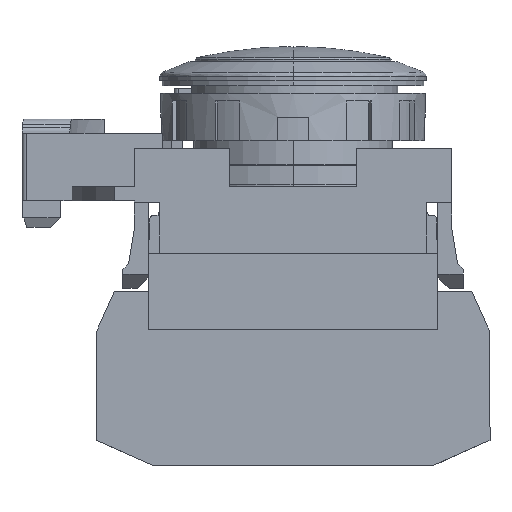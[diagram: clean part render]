
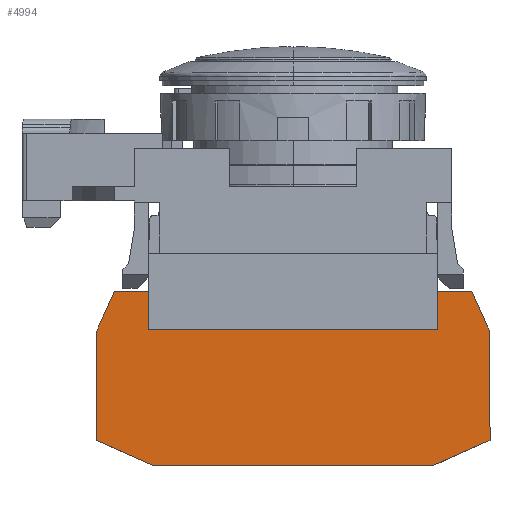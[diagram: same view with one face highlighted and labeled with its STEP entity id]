
A CAD part, left-side view. The second image highlights one B-rep face of the part: STEP entity #4994.
In plain terms, the highlighted face is planar.
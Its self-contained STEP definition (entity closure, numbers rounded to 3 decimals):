
#53 = VERTEX_POINT ( 'NONE', #17462 ) ;
#270 = DIRECTION ( 'NONE',  ( 0.407, 0.914, 0. ) ) ;
#373 = VERTEX_POINT ( 'NONE', #15521 ) ;
#646 = ORIENTED_EDGE ( 'NONE', *, *, #10451, .T. ) ;
#678 = DIRECTION ( 'NONE',  ( 1., 0., 0. ) ) ;
#1003 = VERTEX_POINT ( 'NONE', #16002 ) ;
#1027 = VERTEX_POINT ( 'NONE', #17617 ) ;
#1033 = ORIENTED_EDGE ( 'NONE', *, *, #16286, .T. ) ;
#1104 = VECTOR ( 'NONE', #3223, 1000. ) ;
#1183 = CARTESIAN_POINT ( 'NONE',  ( 17.75, -20.187, -5. ) ) ;
#1784 = DIRECTION ( 'NONE',  ( 0., -1., 0. ) ) ;
#1913 = ORIENTED_EDGE ( 'NONE', *, *, #19150, .T. ) ;
#1932 = DIRECTION ( 'NONE',  ( 0., 0., -1. ) ) ;
#2225 = VECTOR ( 'NONE', #4898, 1000. ) ;
#2288 = LINE ( 'NONE', #8218, #4316 ) ;
#2574 = LINE ( 'NONE', #8497, #16985 ) ;
#2718 = LINE ( 'NONE', #8642, #5717 ) ;
#2755 = EDGE_CURVE ( 'NONE', #7726, #1027, #11312, .T. ) ;
#2783 = VERTEX_POINT ( 'NONE', #4025 ) ;
#3127 = VECTOR ( 'NONE', #4704, 1000. ) ;
#3223 = DIRECTION ( 'NONE',  ( -0.914, 0.407, 0. ) ) ;
#3405 = FACE_OUTER_BOUND ( 'NONE', #15467, .T. ) ;
#3925 = DIRECTION ( 'NONE',  ( 0., -1., 0. ) ) ;
#3962 = ORIENTED_EDGE ( 'NONE', *, *, #7532, .T. ) ;
#4025 = CARTESIAN_POINT ( 'NONE',  ( -15.2, 0.8, -5. ) ) ;
#4316 = VECTOR ( 'NONE', #14182, 1000. ) ;
#4535 = EDGE_CURVE ( 'NONE', #373, #17246, #12101, .T. ) ;
#4542 = EDGE_CURVE ( 'NONE', #6584, #17099, #9165, .T. ) ;
#4594 = VECTOR ( 'NONE', #7104, 1000. ) ;
#4704 = DIRECTION ( 'NONE',  ( -1., 0., 0. ) ) ;
#4898 = DIRECTION ( 'NONE',  ( 0.407, -0.914, 0. ) ) ;
#4994 = ADVANCED_FACE ( 'NONE', ( #3405 ), #9317, .T. ) ;
#5164 = DIRECTION ( 'NONE',  ( 0., 1., 0. ) ) ;
#5219 = ORIENTED_EDGE ( 'NONE', *, *, #18622, .T. ) ;
#5594 = VECTOR ( 'NONE', #1784, 1000. ) ;
#5677 = VERTEX_POINT ( 'NONE', #15073 ) ;
#5717 = VECTOR ( 'NONE', #14627, 1000. ) ;
#5923 = VECTOR ( 'NONE', #5164, 1000. ) ;
#6584 = VERTEX_POINT ( 'NONE', #14409 ) ;
#7104 = DIRECTION ( 'NONE',  ( 0.914, 0.407, 0. ) ) ;
#7532 = EDGE_CURVE ( 'NONE', #5677, #53, #7656, .T. ) ;
#7656 = LINE ( 'NONE', #13620, #9683 ) ;
#7726 = VERTEX_POINT ( 'NONE', #18758 ) ;
#7863 = DIRECTION ( 'NONE',  ( 0., 1., 0. ) ) ;
#8070 = LINE ( 'NONE', #14034, #10811 ) ;
#8218 = CARTESIAN_POINT ( 'NONE',  ( -20.7, -10.35, -5. ) ) ;
#8232 = ORIENTED_EDGE ( 'NONE', *, *, #8259, .T. ) ;
#8259 = EDGE_CURVE ( 'NONE', #53, #18089, #2574, .T. ) ;
#8497 = CARTESIAN_POINT ( 'NONE',  ( 0., -3.2, -5. ) ) ;
#8642 = CARTESIAN_POINT ( 'NONE',  ( 0., 0.8, -5. ) ) ;
#9165 = LINE ( 'NONE', #15181, #5594 ) ;
#9317 = PLANE ( 'NONE',  #11520 ) ;
#9683 = VECTOR ( 'NONE', #270, 1000. ) ;
#10451 = EDGE_CURVE ( 'NONE', #2783, #6584, #2718, .T. ) ;
#10600 = LINE ( 'NONE', #16667, #1104 ) ;
#10811 = VECTOR ( 'NONE', #678, 1000. ) ;
#11312 = LINE ( 'NONE', #17400, #16800 ) ;
#11520 = AXIS2_PLACEMENT_3D ( 'NONE', #15336, #1932, #7863 ) ;
#11760 = EDGE_CURVE ( 'NONE', #17246, #18307, #10600, .T. ) ;
#12101 = LINE ( 'NONE', #18214, #3127 ) ;
#12133 = ORIENTED_EDGE ( 'NONE', *, *, #2755, .T. ) ;
#12308 = LINE ( 'NONE', #18426, #2225 ) ;
#12572 = LINE ( 'NONE', #18695, #5923 ) ;
#13423 = ORIENTED_EDGE ( 'NONE', *, *, #4535, .T. ) ;
#13620 = CARTESIAN_POINT ( 'NONE',  ( -20.7, -7.5, -5. ) ) ;
#14034 = CARTESIAN_POINT ( 'NONE',  ( 16.993, -3.2, -5. ) ) ;
#14182 = DIRECTION ( 'NONE',  ( 0., 1., 0. ) ) ;
#14409 = CARTESIAN_POINT ( 'NONE',  ( 15.2, 0.8, -5. ) ) ;
#14475 = DIRECTION ( 'NONE',  ( 1., 0., 0. ) ) ;
#14529 = CARTESIAN_POINT ( 'NONE',  ( 15.2, -3.2, -5. ) ) ;
#14546 = LINE ( 'NONE', #1183, #4594 ) ;
#14627 = DIRECTION ( 'NONE',  ( 1., 0., 0. ) ) ;
#15073 = CARTESIAN_POINT ( 'NONE',  ( -20.7, -7.5, -5. ) ) ;
#15116 = ORIENTED_EDGE ( 'NONE', *, *, #15722, .F. ) ;
#15181 = CARTESIAN_POINT ( 'NONE',  ( 15.2, -1.2, -5. ) ) ;
#15234 = CARTESIAN_POINT ( 'NONE',  ( -14.8, -21.5, -5. ) ) ;
#15336 = CARTESIAN_POINT ( 'NONE',  ( -20.7, -21.5, -5. ) ) ;
#15467 = EDGE_LOOP ( 'NONE', ( #16116, #1033, #3962, #8232, #5219, #646, #17033, #18453, #1913, #12133, #15116, #13423 ) ) ;
#15521 = CARTESIAN_POINT ( 'NONE',  ( 14.8, -21.5, -5. ) ) ;
#15722 = EDGE_CURVE ( 'NONE', #373, #1027, #14546, .T. ) ;
#15951 = EDGE_CURVE ( 'NONE', #17099, #1003, #8070, .T. ) ;
#16002 = CARTESIAN_POINT ( 'NONE',  ( 18.786, -3.2, -5. ) ) ;
#16116 = ORIENTED_EDGE ( 'NONE', *, *, #11760, .T. ) ;
#16286 = EDGE_CURVE ( 'NONE', #18307, #5677, #2288, .T. ) ;
#16667 = CARTESIAN_POINT ( 'NONE',  ( -14.8, -21.5, -5. ) ) ;
#16800 = VECTOR ( 'NONE', #3925, 1000. ) ;
#16985 = VECTOR ( 'NONE', #14475, 1000. ) ;
#17033 = ORIENTED_EDGE ( 'NONE', *, *, #4542, .T. ) ;
#17099 = VERTEX_POINT ( 'NONE', #14529 ) ;
#17102 = CARTESIAN_POINT ( 'NONE',  ( -20.7, -18.873, -5. ) ) ;
#17246 = VERTEX_POINT ( 'NONE', #15234 ) ;
#17400 = CARTESIAN_POINT ( 'NONE',  ( 20.7, -13.187, -5. ) ) ;
#17462 = CARTESIAN_POINT ( 'NONE',  ( -18.786, -3.2, -5. ) ) ;
#17573 = CARTESIAN_POINT ( 'NONE',  ( -15.2, -3.2, -5. ) ) ;
#17617 = CARTESIAN_POINT ( 'NONE',  ( 20.7, -18.873, -5. ) ) ;
#18089 = VERTEX_POINT ( 'NONE', #17573 ) ;
#18214 = CARTESIAN_POINT ( 'NONE',  ( 0., -21.5, -5. ) ) ;
#18307 = VERTEX_POINT ( 'NONE', #17102 ) ;
#18426 = CARTESIAN_POINT ( 'NONE',  ( 19.743, -5.35, -5. ) ) ;
#18453 = ORIENTED_EDGE ( 'NONE', *, *, #15951, .T. ) ;
#18622 = EDGE_CURVE ( 'NONE', #18089, #2783, #12572, .T. ) ;
#18695 = CARTESIAN_POINT ( 'NONE',  ( -15.2, -10.35, -5. ) ) ;
#18758 = CARTESIAN_POINT ( 'NONE',  ( 20.7, -7.5, -5. ) ) ;
#19150 = EDGE_CURVE ( 'NONE', #1003, #7726, #12308, .T. ) ;
